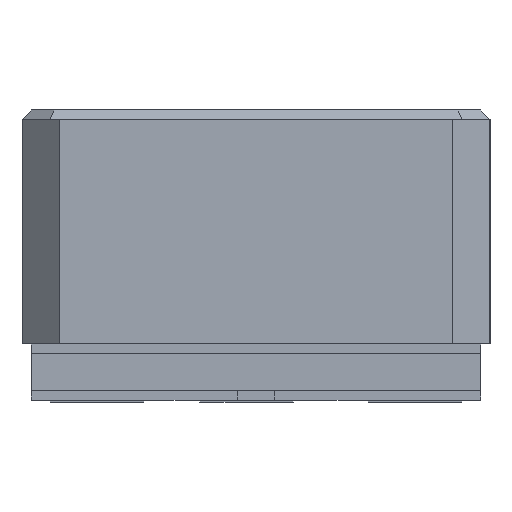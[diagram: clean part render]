
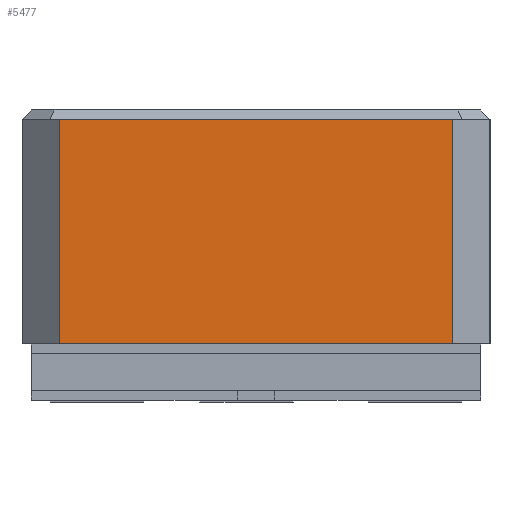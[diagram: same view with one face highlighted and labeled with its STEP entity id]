
A CAD part, left-side view. The second image highlights one B-rep face of the part: STEP entity #5477.
In plain terms, the highlighted planar face has unit normal (-1, 0, 0).
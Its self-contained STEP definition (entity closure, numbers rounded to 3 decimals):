
#458=FACE_OUTER_BOUND('',#770,.T.);
#770=EDGE_LOOP('',(#4808,#4809,#4810,#4811));
#1287=LINE('',#8457,#1989);
#1383=LINE('',#8693,#2085);
#1460=LINE('',#8857,#2162);
#1461=LINE('',#8859,#2163);
#1989=VECTOR('',#6911,10.);
#2085=VECTOR('',#7113,10.);
#2162=VECTOR('',#7280,10.);
#2163=VECTOR('',#7283,10.);
#2531=VERTEX_POINT('',#8427);
#2545=VERTEX_POINT('',#8455);
#2631=VERTEX_POINT('',#8690);
#2632=VERTEX_POINT('',#8692);
#3197=EDGE_CURVE('',#2545,#2531,#1287,.T.);
#3313=EDGE_CURVE('',#2631,#2632,#1383,.T.);
#3396=EDGE_CURVE('',#2531,#2631,#1460,.T.);
#3397=EDGE_CURVE('',#2632,#2545,#1461,.T.);
#4808=ORIENTED_EDGE('',*,*,#3396,.F.);
#4809=ORIENTED_EDGE('',*,*,#3197,.F.);
#4810=ORIENTED_EDGE('',*,*,#3397,.F.);
#4811=ORIENTED_EDGE('',*,*,#3313,.F.);
#5176=PLANE('',#5929);
#5477=ADVANCED_FACE('',(#458),#5176,.T.);
#5929=AXIS2_PLACEMENT_3D('',#8858,#7281,#7282);
#6911=DIRECTION('',(0.,1.,0.));
#7113=DIRECTION('',(0.,-1.,0.));
#7280=DIRECTION('',(0.,0.,1.));
#7281=DIRECTION('center_axis',(-1.,0.,0.));
#7282=DIRECTION('ref_axis',(0.,-1.,0.));
#7283=DIRECTION('',(0.,0.,-1.));
#8427=CARTESIAN_POINT('',(-2.45,1.05,0.));
#8455=CARTESIAN_POINT('',(-2.45,-1.05,0.));
#8457=CARTESIAN_POINT('',(-2.45,-1.25,0.));
#8690=CARTESIAN_POINT('',(-2.45,1.05,1.2));
#8692=CARTESIAN_POINT('',(-2.45,-1.05,1.2));
#8693=CARTESIAN_POINT('',(-2.45,-1.25,1.2));
#8857=CARTESIAN_POINT('',(-2.45,1.05,0.));
#8858=CARTESIAN_POINT('Origin',(-2.45,1.25,0.));
#8859=CARTESIAN_POINT('',(-2.45,-1.05,0.));
